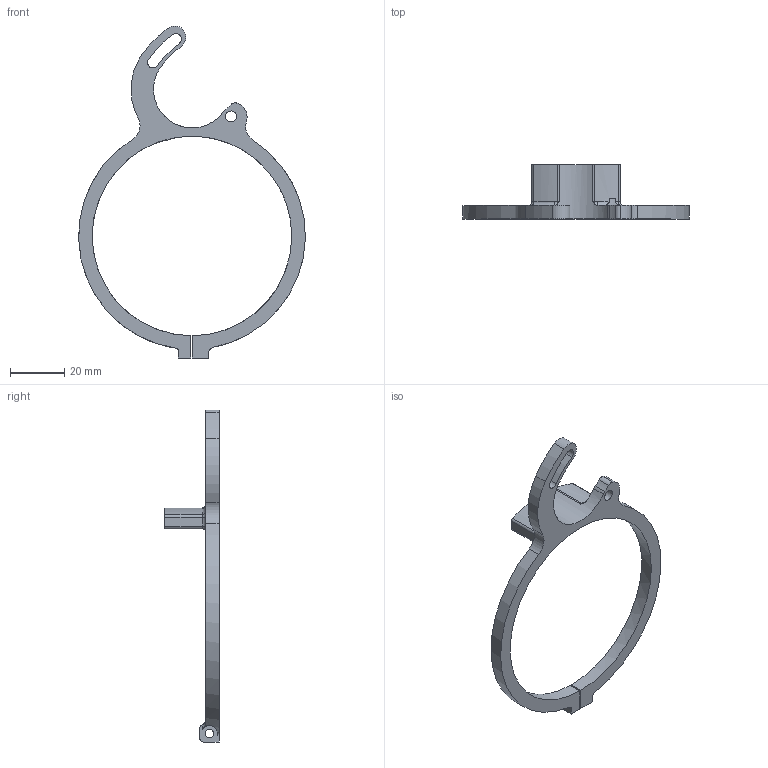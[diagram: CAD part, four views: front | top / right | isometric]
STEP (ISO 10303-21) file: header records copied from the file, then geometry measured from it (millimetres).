
FILE_DESCRIPTION(/* description */ (''),/* implementation_level */ '2;1');
FILE_NAME(/* name */ 'Focus Driver Main Ring (Stepper) v5.step',/* time_stamp */ '2023-11-11T20:10:50-05:00',/* author */ (''),/* organization */ (''),/* preprocessor_version */ 'ST-DEVELOPER v20',/* originating_system */ 'Autodesk Translation Framework v12.14.0.127',/* authorisation */ '');
FILE_SCHEMA (('AUTOMOTIVE_DESIGN { 1 0 10303 214 3 1 1 }'));
Length unit declared in the file: millimetre
Products named in the file (1): Focus Driver Main Ring (Stepper)
Bounding box: 83.61 x 20 x 122.44 mm (x, y, z)
Volume: 10390.2 mm3; surface area: 7863 mm2
Topology: 1 solids, 1 shells, 72 faces, 200 edges, 129 vertices
Faces by surface type: cylinder 44, plane 16, torus 11, bspline 1
Full cylindrical faces by diameter (mm): 3.2 x2, 4 x1, 4.2 x1
Entity records: 2558 total; most frequent: CARTESIAN_POINT 618, DIRECTION 424, ORIENTED_EDGE 398, EDGE_CURVE 199, AXIS2_PLACEMENT_3D 173, VERTEX_POINT 129, CIRCLE 101, EDGE_LOOP 80
